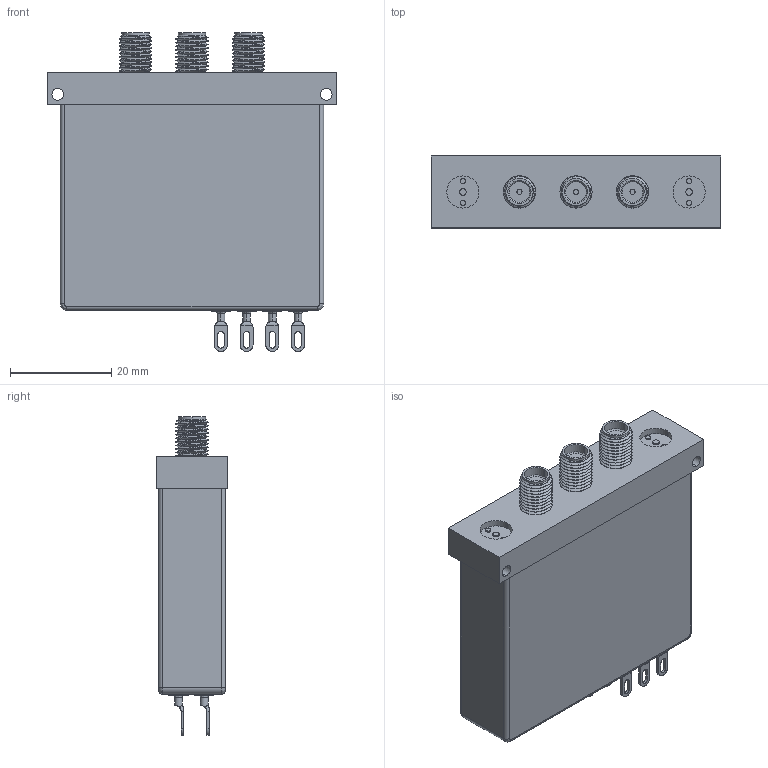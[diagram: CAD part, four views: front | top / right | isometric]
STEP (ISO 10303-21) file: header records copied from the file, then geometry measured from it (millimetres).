
FILE_DESCRIPTION (( 'STEP AP214' ), '1' );
FILE_NAME ('FMSW6407.step', '2018-12-11T19:48:51', ( '' ), ( '' ), 'SwSTEP 2.0', 'SolidWorks 2017', '' );
FILE_SCHEMA (( 'AUTOMOTIVE_DESIGN' ));
Length unit declared in the file: inch
Products named in the file (1): FMSW6407
Bounding box: 57.15 x 14.22 x 62.99 mm (x, y, z)
Volume: 33560.1 mm3; surface area: 9143.3 mm2
Topology: 1 solids, 1 shells, 1296 faces, 3434 edges, 2264 vertices
Faces by surface type: plane 671, bspline 402, cylinder 210, cone 13
Entity records: 63175 total; most frequent: CARTESIAN_POINT 34288, ORIENTED_EDGE 6840, DIRECTION 4348, EDGE_CURVE 3420, VERTEX_POINT 2264, LINE 2146, VECTOR 2146, EDGE_LOOP 1452
